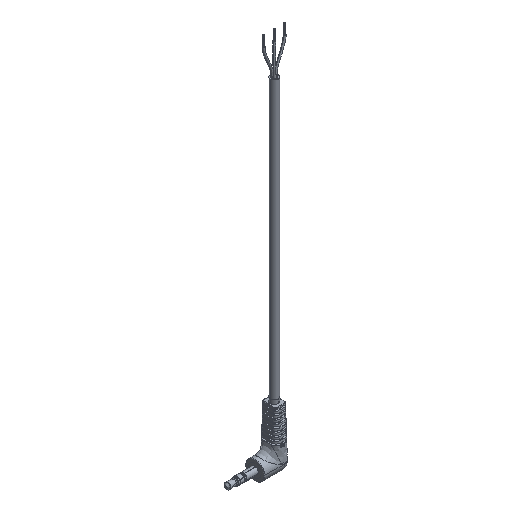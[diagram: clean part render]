
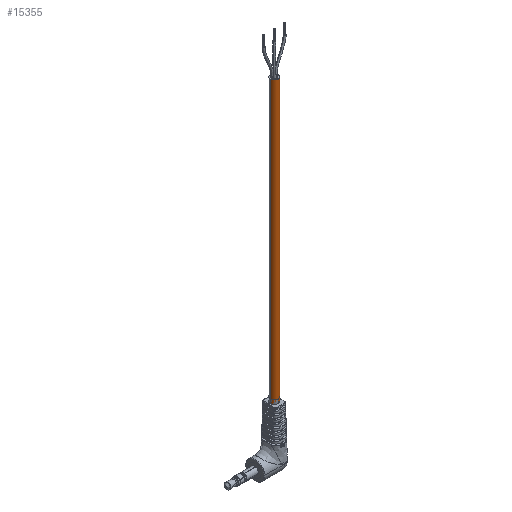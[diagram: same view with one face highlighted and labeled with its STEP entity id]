
A CAD part, isometric view. The second image highlights one B-rep face of the part: STEP entity #15355.
In plain terms, the highlighted cylindrical face has radius 1.85 mm (diameter 3.7 mm), a partial arc.
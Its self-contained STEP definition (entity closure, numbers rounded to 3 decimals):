
#1048 = ORIENTED_EDGE ( 'NONE', *, *, #13643, .F. ) ;
#1089 = DIRECTION ( 'NONE',  ( -1., 0., 0. ) ) ;
#1122 = ORIENTED_EDGE ( 'NONE', *, *, #30509, .T. ) ;
#2689 = AXIS2_PLACEMENT_3D ( 'NONE', #24518, #27017, #2946 ) ;
#2946 = DIRECTION ( 'NONE',  ( 1., 0., 0. ) ) ;
#3634 = DIRECTION ( 'NONE',  ( 0., 0., -1. ) ) ;
#3744 = VECTOR ( 'NONE', #3634, 1000. ) ;
#4622 = EDGE_CURVE ( 'NONE', #9444, #13552, #6596, .T. ) ;
#6587 = CYLINDRICAL_SURFACE ( 'NONE', #11237, 1.85 ) ;
#6596 = CIRCLE ( 'NONE', #33832, 1.85 ) ;
#7306 = DIRECTION ( 'NONE',  ( 0., 0., 1. ) ) ;
#9200 = LINE ( 'NONE', #19624, #3744 ) ;
#9444 = VERTEX_POINT ( 'NONE', #14472 ) ;
#10550 = CIRCLE ( 'NONE', #2689, 1.85 ) ;
#11237 = AXIS2_PLACEMENT_3D ( 'NONE', #11870, #34190, #1089 ) ;
#11870 = CARTESIAN_POINT ( 'NONE',  ( 0., 0., 155.233 ) ) ;
#12450 = FACE_OUTER_BOUND ( 'NONE', #24196, .T. ) ;
#13552 = VERTEX_POINT ( 'NONE', #24892 ) ;
#13643 = EDGE_CURVE ( 'NONE', #13552, #23471, #29413, .T. ) ;
#14472 = CARTESIAN_POINT ( 'NONE',  ( -1.85, 0., 150. ) ) ;
#15355 = ADVANCED_FACE ( 'NONE', ( #12450 ), #6587, .T. ) ;
#15538 = CARTESIAN_POINT ( 'NONE',  ( 0., 0., 150. ) ) ;
#17258 = DIRECTION ( 'NONE',  ( 0., 0., -1. ) ) ;
#18737 = CARTESIAN_POINT ( 'NONE',  ( 1.85, 0., 0. ) ) ;
#19624 = CARTESIAN_POINT ( 'NONE',  ( -1.85, 0., 155.233 ) ) ;
#20233 = CARTESIAN_POINT ( 'NONE',  ( 1.85, 0., 155.233 ) ) ;
#20546 = EDGE_CURVE ( 'NONE', #9444, #27630, #9200, .T. ) ;
#22230 = VECTOR ( 'NONE', #17258, 1000. ) ;
#23471 = VERTEX_POINT ( 'NONE', #18737 ) ;
#24196 = EDGE_LOOP ( 'NONE', ( #1048, #25724, #27107, #1122 ) ) ;
#24518 = CARTESIAN_POINT ( 'NONE',  ( 0., 0., 0. ) ) ;
#24892 = CARTESIAN_POINT ( 'NONE',  ( 1.85, 0., 150. ) ) ;
#25269 = CARTESIAN_POINT ( 'NONE',  ( -1.85, 0., 0. ) ) ;
#25724 = ORIENTED_EDGE ( 'NONE', *, *, #4622, .F. ) ;
#27017 = DIRECTION ( 'NONE',  ( 0., 0., 1. ) ) ;
#27107 = ORIENTED_EDGE ( 'NONE', *, *, #20546, .T. ) ;
#27630 = VERTEX_POINT ( 'NONE', #25269 ) ;
#29413 = LINE ( 'NONE', #20233, #22230 ) ;
#30509 = EDGE_CURVE ( 'NONE', #27630, #23471, #10550, .T. ) ;
#33832 = AXIS2_PLACEMENT_3D ( 'NONE', #15538, #7306, #34460 ) ;
#34190 = DIRECTION ( 'NONE',  ( 0., 0., -1. ) ) ;
#34460 = DIRECTION ( 'NONE',  ( 1., 0., 0. ) ) ;
